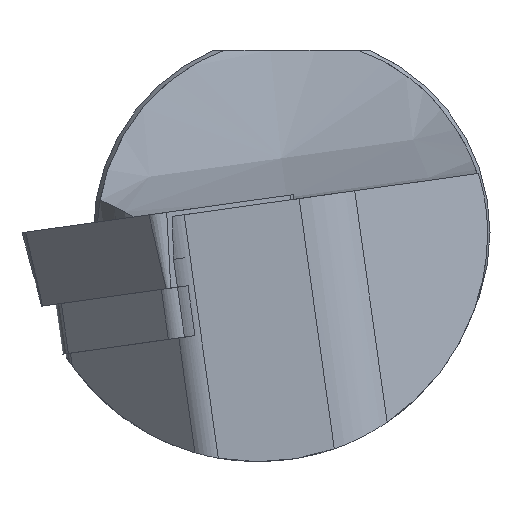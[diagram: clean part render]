
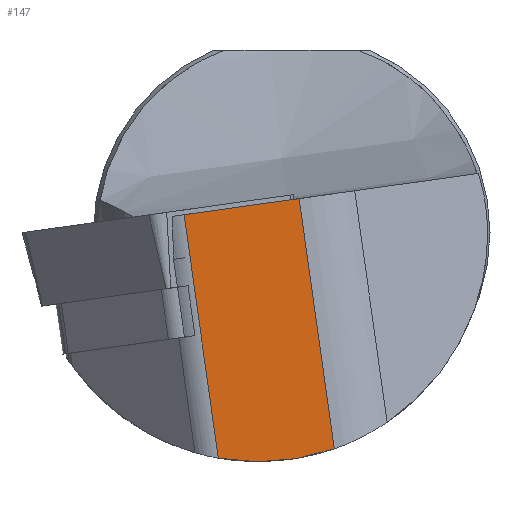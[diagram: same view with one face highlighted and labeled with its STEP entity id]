
A CAD part, left-side view. The second image highlights one B-rep face of the part: STEP entity #147.
In plain terms, the highlighted planar face has unit normal (-1, 0, 0).
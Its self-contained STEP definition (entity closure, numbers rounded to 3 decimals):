
#112=CIRCLE('',#952,14.44);
#147=ADVANCED_FACE('',(#224),#195,.F.);
#195=PLANE('',#953);
#224=FACE_OUTER_BOUND('',#273,.T.);
#273=EDGE_LOOP('',(#373,#374,#375,#376));
#373=ORIENTED_EDGE('',*,*,#714,.T.);
#374=ORIENTED_EDGE('',*,*,#687,.F.);
#375=ORIENTED_EDGE('',*,*,#715,.F.);
#376=ORIENTED_EDGE('',*,*,#716,.T.);
#598=VERTEX_POINT('',#1321);
#599=VERTEX_POINT('',#1323);
#621=VERTEX_POINT('',#2339);
#622=VERTEX_POINT('',#2341);
#687=EDGE_CURVE('',#598,#599,#813,.T.);
#714=EDGE_CURVE('',#621,#599,#825,.T.);
#715=EDGE_CURVE('',#622,#598,#826,.T.);
#716=EDGE_CURVE('',#622,#621,#112,.T.);
#813=LINE('',#1322,#883);
#825=LINE('',#2338,#895);
#826=LINE('',#2340,#896);
#883=VECTOR('',#1062,1.);
#895=VECTOR('',#1090,1.);
#896=VECTOR('',#1091,1.);
#952=AXIS2_PLACEMENT_3D('',#2342,#1092,#1093);
#953=AXIS2_PLACEMENT_3D('',#2343,#1094,#1095);
#1062=DIRECTION('',(0.,-0.99,0.139));
#1090=DIRECTION('',(0.,0.139,0.99));
#1091=DIRECTION('',(0.,0.139,0.99));
#1092=DIRECTION('',(-1.,0.,0.));
#1093=DIRECTION('',(0.,-1.,0.));
#1094=DIRECTION('',(1.,0.,0.));
#1095=DIRECTION('',(0.,-1.,0.));
#1321=CARTESIAN_POINT('',(0.47,6.781,1.13));
#1322=CARTESIAN_POINT('',(0.47,6.781,1.13));
#1323=CARTESIAN_POINT('',(0.47,-0.466,2.148));
#2338=CARTESIAN_POINT('',(0.47,-3.208,-17.36));
#2339=CARTESIAN_POINT('',(0.47,-2.683,-13.628));
#2340=CARTESIAN_POINT('',(0.47,4.039,-18.379));
#2341=CARTESIAN_POINT('',(0.47,4.624,-14.216));
#2342=CARTESIAN_POINT('',(0.47,2.09,0.));
#2343=CARTESIAN_POINT('',(0.47,4.039,-18.379));
